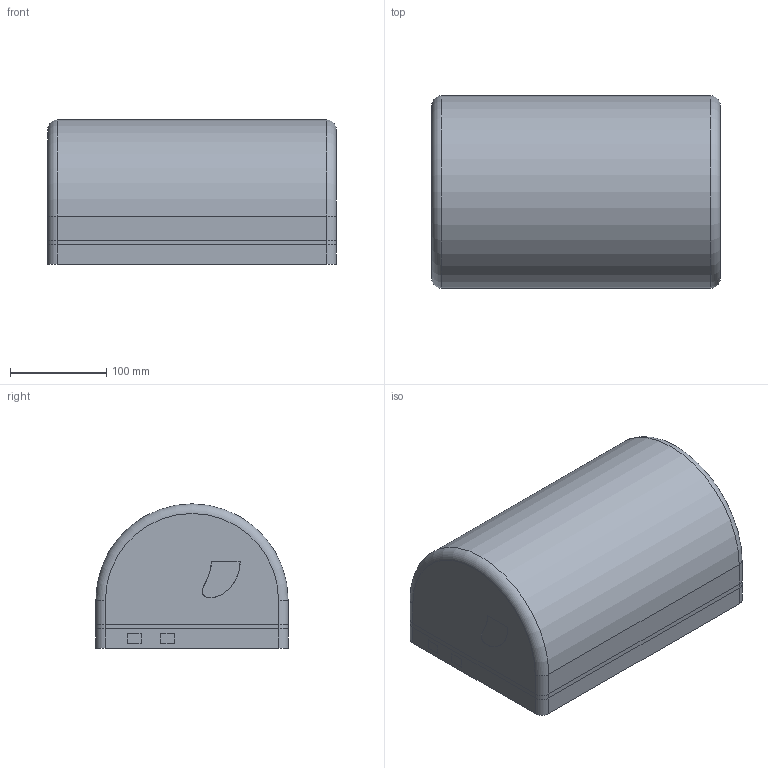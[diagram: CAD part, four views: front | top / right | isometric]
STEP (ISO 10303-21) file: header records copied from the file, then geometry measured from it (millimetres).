
FILE_DESCRIPTION(/* description */ (''),/* implementation_level */ '2;1');
FILE_NAME(/* name */ 'dumbCHT.step',/* time_stamp */ '2025-05-01T20:26:21-05:00',/* author */ (''),/* organization */ (''),/* preprocessor_version */ 'ST-DEVELOPER v20.1',/* originating_system */ 'Autodesk Translation Framework v14.4.0.0',/* authorisation */ '');
FILE_SCHEMA (('AUTOMOTIVE_DESIGN { 1 0 10303 214 3 1 1 }'));
Length unit declared in the file: millimetre
Products named in the file (11): dumbCHT; coldplate; waterOutlet; beerOutlet; waterInlet; beer; contactResistance; beerInlet; spreader; coilCooler; water
Assembly tree (10 placements, depth 2):
  dumbCHT
    coldplate
    waterOutlet
    beerOutlet
    waterInlet
    beer
    contactResistance
    beerInlet
    spreader
    coilCooler
    water
Bounding box: 300 x 200 x 150 mm (x, y, z)
Volume: 7696154.9 mm3; surface area: 830008.6 mm2
Topology: 5 solids, 10 shells, 61 faces, 155 edges, 109 vertices
Faces by surface type: plane 38, cylinder 13, bspline 8, torus 2
Entity records: 7297 total; most frequent: CARTESIAN_POINT 5450, DIRECTION 320, ORIENTED_EDGE 289, EDGE_CURVE 155, AXIS2_PLACEMENT_3D 113, VERTEX_POINT 109, LINE 94, VECTOR 94
